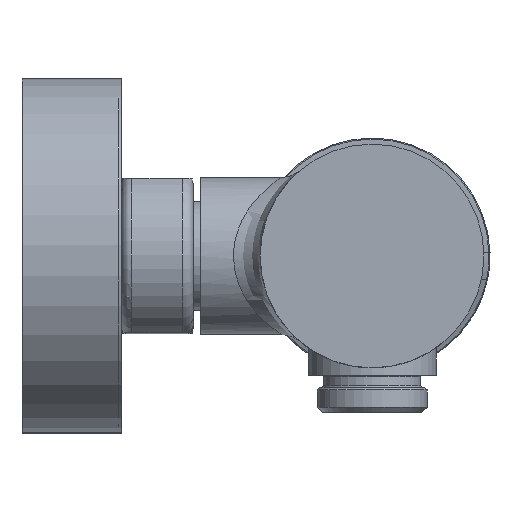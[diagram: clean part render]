
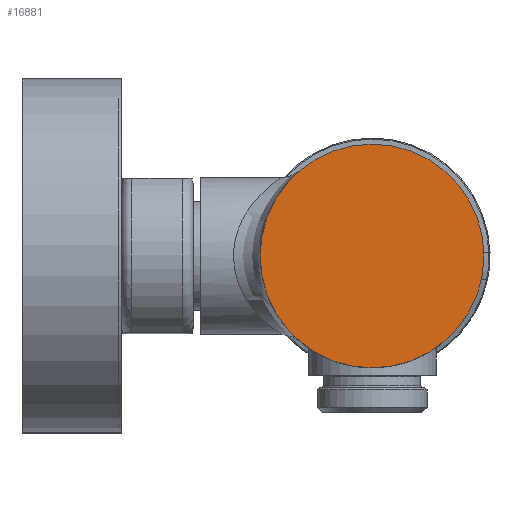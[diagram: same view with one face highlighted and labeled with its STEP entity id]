
A CAD part, left-side view. The second image highlights one B-rep face of the part: STEP entity #16881.
In plain terms, the highlighted planar face has unit normal (-1, 0, 0).
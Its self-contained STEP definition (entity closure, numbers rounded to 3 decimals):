
#959 = CIRCLE ( 'NONE', #1026, 21. ) ;
#1026 = AXIS2_PLACEMENT_3D ( 'NONE', #1525, #2833, #9239 ) ;
#1240 = ORIENTED_EDGE ( 'NONE', *, *, #7065, .T. ) ;
#1525 = CARTESIAN_POINT ( 'NONE',  ( -102.37, 0., 0. ) ) ;
#2833 = DIRECTION ( 'NONE',  ( -1., 0., 0. ) ) ;
#2851 = DIRECTION ( 'NONE',  ( 0., 0., 1. ) ) ;
#4597 = FACE_OUTER_BOUND ( 'NONE', #13265, .T. ) ;
#7065 = EDGE_CURVE ( 'NONE', #18390, #18390, #959, .T. ) ;
#9239 = DIRECTION ( 'NONE',  ( 0., 0., 1. ) ) ;
#9940 = AXIS2_PLACEMENT_3D ( 'NONE', #18706, #20468, #2851 ) ;
#10878 = PLANE ( 'NONE',  #9940 ) ;
#13265 = EDGE_LOOP ( 'NONE', ( #1240 ) ) ;
#13708 = CARTESIAN_POINT ( 'NONE',  ( -102.37, 0., 21. ) ) ;
#16881 = ADVANCED_FACE ( 'NONE', ( #4597 ), #10878, .T. ) ;
#18390 = VERTEX_POINT ( 'NONE', #13708 ) ;
#18706 = CARTESIAN_POINT ( 'NONE',  ( -102.37, 24.949, 0. ) ) ;
#20468 = DIRECTION ( 'NONE',  ( -1., 0., 0. ) ) ;
